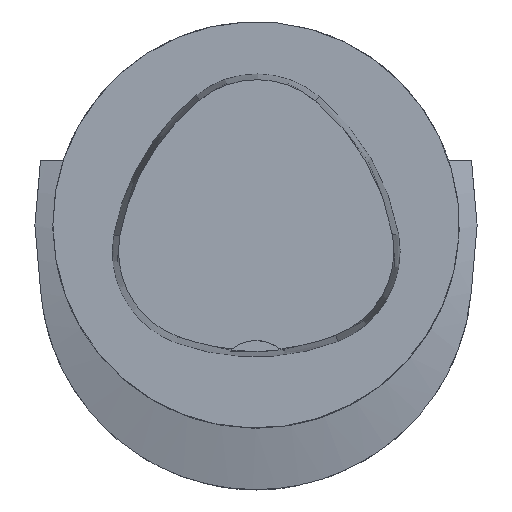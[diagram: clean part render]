
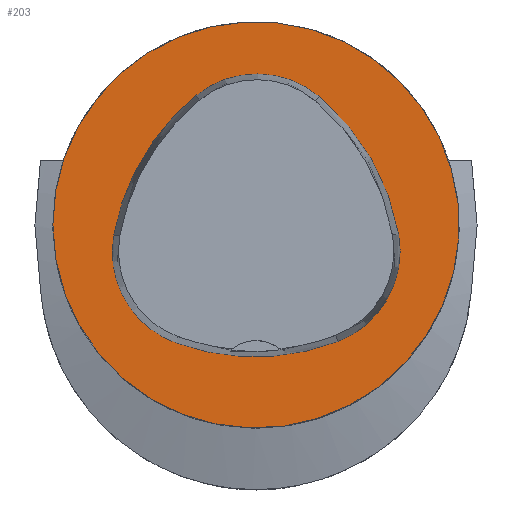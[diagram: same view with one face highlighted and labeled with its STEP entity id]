
A CAD part, top view. The second image highlights one B-rep face of the part: STEP entity #203.
In plain terms, the highlighted planar face has unit normal (0, 0, 1).
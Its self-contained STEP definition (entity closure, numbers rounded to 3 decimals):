
#102=FACE_BOUND('',#423,.T.);
#103=FACE_BOUND('',#424,.T.);
#203=ADVANCED_FACE('',(#102,#103),#261,.T.);
#261=PLANE('',#1764);
#423=EDGE_LOOP('',(#1039,#1040,#1041,#1042,#1043,#1044));
#424=EDGE_LOOP('',(#1045));
#475=CIRCLE('',#1733,31.5);
#477=CIRCLE('',#1742,36.);
#479=CIRCLE('',#1745,15.);
#481=CIRCLE('',#1748,36.);
#483=CIRCLE('',#1751,15.);
#487=CIRCLE('',#1756,36.);
#489=CIRCLE('',#1759,15.);
#1039=ORIENTED_EDGE('',*,*,#1521,.T.);
#1040=ORIENTED_EDGE('',*,*,#1501,.T.);
#1041=ORIENTED_EDGE('',*,*,#1505,.T.);
#1042=ORIENTED_EDGE('',*,*,#1508,.T.);
#1043=ORIENTED_EDGE('',*,*,#1511,.T.);
#1044=ORIENTED_EDGE('',*,*,#1519,.T.);
#1045=ORIENTED_EDGE('',*,*,#1483,.F.);
#1290=VERTEX_POINT('',#3913);
#1305=VERTEX_POINT('',#3983);
#1306=VERTEX_POINT('',#3984);
#1309=VERTEX_POINT('',#3992);
#1311=VERTEX_POINT('',#3998);
#1313=VERTEX_POINT('',#4004);
#1320=VERTEX_POINT('',#4025);
#1483=EDGE_CURVE('',#1290,#1290,#475,.T.);
#1501=EDGE_CURVE('',#1305,#1306,#477,.T.);
#1505=EDGE_CURVE('',#1306,#1309,#479,.T.);
#1508=EDGE_CURVE('',#1309,#1311,#481,.T.);
#1511=EDGE_CURVE('',#1311,#1313,#483,.T.);
#1519=EDGE_CURVE('',#1313,#1320,#487,.T.);
#1521=EDGE_CURVE('',#1320,#1305,#489,.T.);
#1733=AXIS2_PLACEMENT_3D('',#3912,#2004,#2005);
#1742=AXIS2_PLACEMENT_3D('',#3982,#2026,#2027);
#1745=AXIS2_PLACEMENT_3D('',#3991,#2034,#2035);
#1748=AXIS2_PLACEMENT_3D('',#3997,#2041,#2042);
#1751=AXIS2_PLACEMENT_3D('',#4003,#2048,#2049);
#1756=AXIS2_PLACEMENT_3D('',#4026,#2060,#2061);
#1759=AXIS2_PLACEMENT_3D('',#4029,#2066,#2067);
#1764=AXIS2_PLACEMENT_3D('',#4034,#2076,#2077);
#2004=DIRECTION('',(0.,0.,-1.));
#2005=DIRECTION('',(-1.,0.,0.));
#2026=DIRECTION('',(0.,0.,-1.));
#2027=DIRECTION('',(-1.,0.,0.));
#2034=DIRECTION('',(0.,0.,-1.));
#2035=DIRECTION('',(-1.,0.,0.));
#2041=DIRECTION('',(0.,0.,-1.));
#2042=DIRECTION('',(-1.,0.,0.));
#2048=DIRECTION('',(0.,0.,-1.));
#2049=DIRECTION('',(-1.,0.,0.));
#2060=DIRECTION('',(0.,0.,-1.));
#2061=DIRECTION('',(-1.,0.,0.));
#2066=DIRECTION('',(0.,0.,-1.));
#2067=DIRECTION('',(-1.,0.,0.));
#2076=DIRECTION('',(0.,0.,1.));
#2077=DIRECTION('',(1.,0.,0.));
#3912=CARTESIAN_POINT('',(0.,0.,0.));
#3913=CARTESIAN_POINT('',(-31.5,0.,0.));
#3982=CARTESIAN_POINT('',(13.398,-7.893,0.));
#3983=CARTESIAN_POINT('',(-22.041,-1.562,0.));
#3984=CARTESIAN_POINT('',(-9.317,20.036,0.));
#3991=CARTESIAN_POINT('',(0.148,8.399,0.));
#3992=CARTESIAN_POINT('',(9.779,19.898,0.));
#3997=CARTESIAN_POINT('',(-13.337,-7.7,0.));
#3998=CARTESIAN_POINT('',(22.122,-1.48,0.));
#4003=CARTESIAN_POINT('',(7.347,-4.071,0.));
#4004=CARTESIAN_POINT('',(12.693,-18.087,0.));
#4025=CARTESIAN_POINT('',(-12.373,-18.307,0.));
#4026=CARTESIAN_POINT('',(-0.137,15.55,0.));
#4029=CARTESIAN_POINT('',(-7.275,-4.2,0.));
#4034=CARTESIAN_POINT('',(0.,0.,0.));
